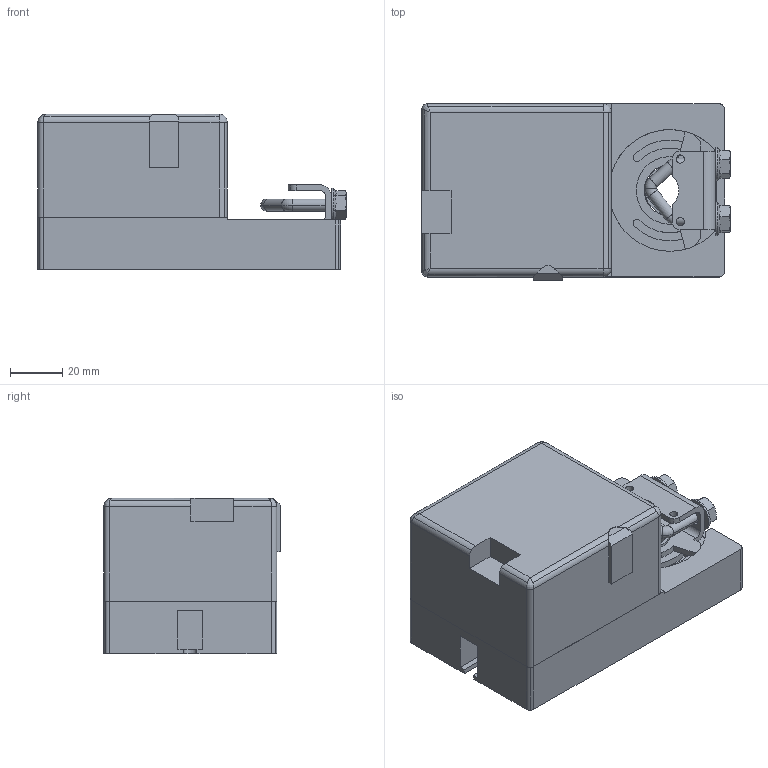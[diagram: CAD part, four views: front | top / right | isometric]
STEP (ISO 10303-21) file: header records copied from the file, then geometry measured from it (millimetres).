
FILE_DESCRIPTION((''),'2;1');
FILE_NAME('Belimo Actuator assy.stp','2002-01-13T08:33:04',('Administrator'),(''),'Autodesk Inventor (tm) 5.0','Autodesk Inventor (tm) 5.0','');
FILE_SCHEMA(('CONFIG_CONTROL_DESIGN'));
Length unit declared in the file: inch
Products named in the file (9): Belimo Actuator assy; Belimo Actuator; BA bushing1; BA adjuster; Part8; Part9; u-bolt; NUT WHIZ 10-24NC ZP; Part14
Assembly tree (9 placements, depth 2):
  Belimo Actuator assy
    Belimo Actuator
    BA bushing1
    BA adjuster
    Part8
    Part9
    u-bolt
    NUT WHIZ 10-24NC ZP  x2
    Part14
Bounding box: 117.76 x 67.35 x 59.46 mm (x, y, z)
Volume: 249081.6 mm3; surface area: 69911.5 mm2
Topology: 9 solids, 9 shells, 249 faces, 655 edges, 416 vertices
Faces by surface type: plane 129, cylinder 84, cone 16, bspline 10, torus 8, sphere 2
Entity records: 8567 total; most frequent: CARTESIAN_POINT 1546, DIRECTION 1267, ORIENTED_EDGE 1214, EDGE_CURVE 607, AXIS2_PLACEMENT_3D 449, VERTEX_POINT 390, VECTOR 369, LINE 369
